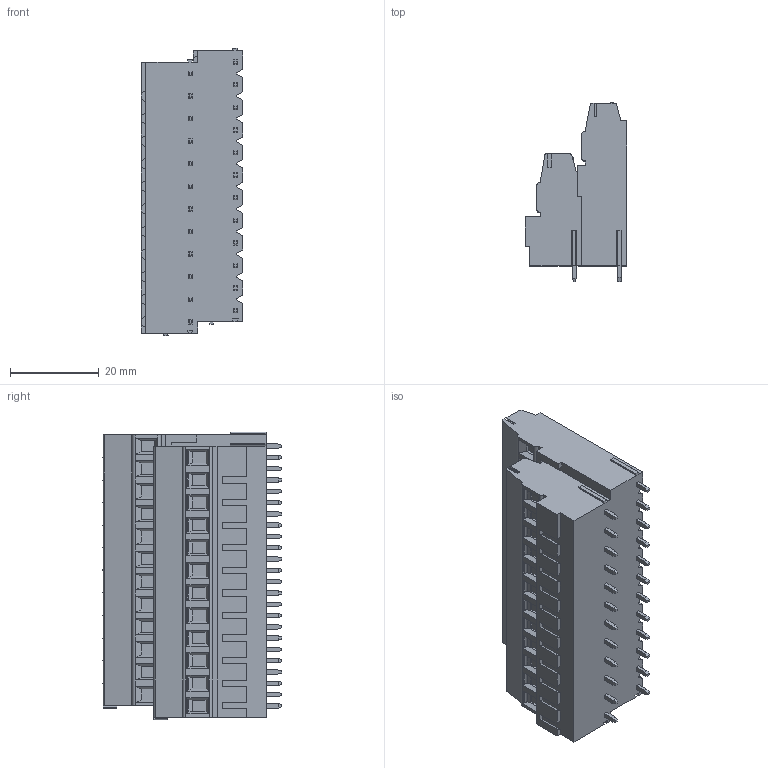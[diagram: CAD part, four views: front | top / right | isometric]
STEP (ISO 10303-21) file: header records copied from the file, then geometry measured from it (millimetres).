
FILE_DESCRIPTION((''),'2;1');
FILE_NAME('TL338VH2R','2025-02-20T',('yanfa'),(''),'PRO/ENGINEER BY PARAMETRIC TECHNOLOGY CORPORATION, 2009280','PRO/ENGINEER BY PARAMETRIC TECHNOLOGY CORPORATION, 2009280','');
FILE_SCHEMA(('AUTOMOTIVE_DESIGN_CC2 { 1 2 10303 214 -1 1 5 2 }'));
Length unit declared in the file: millimetre
Products named in the file (1): TL338VH2R
Bounding box: 22.8 x 40.3 x 64.7 mm (x, y, z)
Volume: 35743.6 mm3; surface area: 11633.6 mm2
Topology: 1 solids, 1 shells, 1245 faces, 3105 edges, 1923 vertices
Faces by surface type: plane 827, cylinder 240, cone 96, torus 48, sphere 34
Entity records: 36801 total; most frequent: CARTESIAN_POINT 7151, ORIENTED_EDGE 6166, DIRECTION 6061, EDGE_CURVE 3083, VECTOR 2259, LINE 2259, VERTEX_POINT 1923, AXIS2_PLACEMENT_3D 1901
